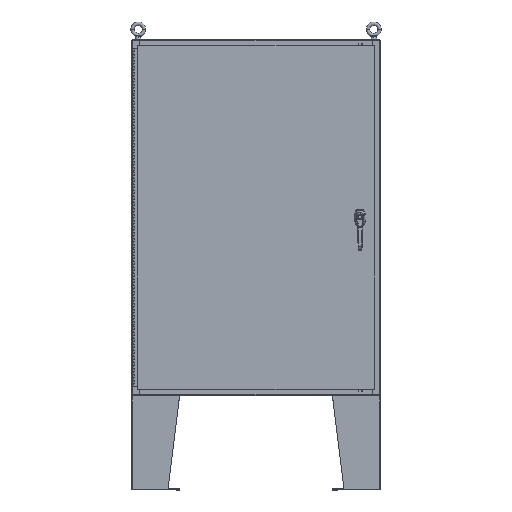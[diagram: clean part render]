
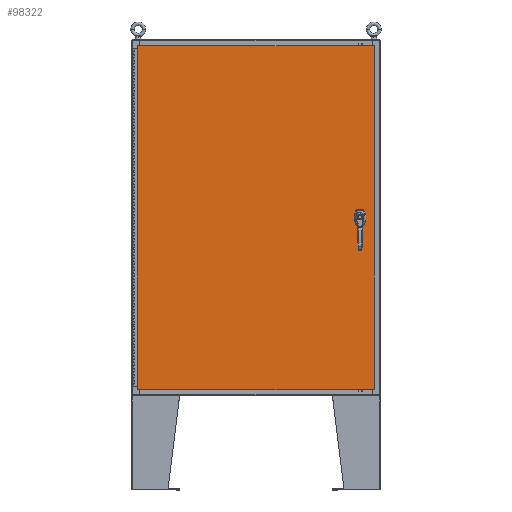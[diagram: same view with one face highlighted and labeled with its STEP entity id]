
A CAD part, top view. The second image highlights one B-rep face of the part: STEP entity #98322.
In plain terms, the highlighted planar face has unit normal (0, 0, 1).
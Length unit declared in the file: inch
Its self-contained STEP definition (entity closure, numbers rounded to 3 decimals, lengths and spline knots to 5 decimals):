
#109 = ORIENTED_EDGE ( 'NONE', *, *, #60585, .T. ) ;
#1079 = FACE_BOUND ( 'NONE', #98146, .T. ) ;
#1120 = LINE ( 'NONE', #132176, #91379 ) ;
#3466 = CARTESIAN_POINT ( 'NONE',  ( -19.9903, -29.0063, 0. ) ) ;
#3774 = CARTESIAN_POINT ( 'NONE',  ( 17.175, -0.20023, 0. ) ) ;
#3987 = VECTOR ( 'NONE', #44512, 39.37008 ) ;
#3993 = AXIS2_PLACEMENT_3D ( 'NONE', #88902, #21090, #100399 ) ;
#4308 = AXIS2_PLACEMENT_3D ( 'NONE', #63370, #142454, #74710 ) ;
#4946 = CARTESIAN_POINT ( 'NONE',  ( 0., 0., 0. ) ) ;
#8752 = CARTESIAN_POINT ( 'NONE',  ( -19.9903, -29.0063, 0. ) ) ;
#10223 = VECTOR ( 'NONE', #70744, 39.37008 ) ;
#12938 = CARTESIAN_POINT ( 'NONE',  ( 17.578, -1.338, 0. ) ) ;
#14121 = EDGE_CURVE ( 'NONE', #20905, #21880, #23388, .T. ) ;
#14320 = VECTOR ( 'NONE', #131909, 39.37008 ) ;
#14539 = ORIENTED_EDGE ( 'NONE', *, *, #41034, .F. ) ;
#17352 = AXIS2_PLACEMENT_3D ( 'NONE', #33369, #112651, #44807 ) ;
#17954 = CARTESIAN_POINT ( 'NONE',  ( 19.9903, -29.0063, 0. ) ) ;
#18936 = LINE ( 'NONE', #76004, #75606 ) ;
#19976 = CARTESIAN_POINT ( 'NONE',  ( 17.175, 0., 0. ) ) ;
#20198 = EDGE_CURVE ( 'NONE', #135673, #20905, #24305, .T. ) ;
#20905 = VERTEX_POINT ( 'NONE', #3774 ) ;
#21090 = DIRECTION ( 'NONE',  ( 0., 0., 1. ) ) ;
#21880 = VERTEX_POINT ( 'NONE', #40936 ) ;
#23388 = CIRCLE ( 'NONE', #99300, 0.45 ) ;
#23482 = EDGE_CURVE ( 'NONE', #74559, #135673, #109036, .T. ) ;
#24273 = DIRECTION ( 'NONE',  ( 1., 0., 0. ) ) ;
#24305 = LINE ( 'NONE', #19976, #107693 ) ;
#24712 = ORIENTED_EDGE ( 'NONE', *, *, #110076, .F. ) ;
#25470 = CARTESIAN_POINT ( 'NONE',  ( 17.578, 0., 0. ) ) ;
#28446 = CARTESIAN_POINT ( 'NONE',  ( 19.9903, 29.0063, 0. ) ) ;
#29984 = VERTEX_POINT ( 'NONE', #108181 ) ;
#30513 = EDGE_LOOP ( 'NONE', ( #68973, #138742, #109, #130269 ) ) ;
#33369 = CARTESIAN_POINT ( 'NONE',  ( 17.578, 0., 0. ) ) ;
#34032 = LINE ( 'NONE', #89476, #3987 ) ;
#36864 = DIRECTION ( 'NONE',  ( 1., 0., 0. ) ) ;
#36968 = AXIS2_PLACEMENT_3D ( 'NONE', #12938, #92068, #24273 ) ;
#37779 = CARTESIAN_POINT ( 'NONE',  ( 17.578, -1.338, 0. ) ) ;
#40228 = AXIS2_PLACEMENT_3D ( 'NONE', #4946, #129648, #61860 ) ;
#40936 = CARTESIAN_POINT ( 'NONE',  ( 17.37777, -0.403, 0. ) ) ;
#41034 = EDGE_CURVE ( 'NONE', #29984, #74559, #1120, .T. ) ;
#41035 = VERTEX_POINT ( 'NONE', #143473 ) ;
#42513 = ORIENTED_EDGE ( 'NONE', *, *, #71853, .F. ) ;
#42792 = DIRECTION ( 'NONE',  ( 0., -1., 0. ) ) ;
#43484 = CARTESIAN_POINT ( 'NONE',  ( 17.77823, -0.403, 0. ) ) ;
#43895 = LINE ( 'NONE', #67157, #130686 ) ;
#44512 = DIRECTION ( 'NONE',  ( 0., -1., 0. ) ) ;
#44807 = DIRECTION ( 'NONE',  ( 1., 0., 0. ) ) ;
#46077 = AXIS2_PLACEMENT_3D ( 'NONE', #37779, #117020, #49194 ) ;
#46125 = ORIENTED_EDGE ( 'NONE', *, *, #20198, .F. ) ;
#49194 = DIRECTION ( 'NONE',  ( 1., 0., 0. ) ) ;
#50511 = PLANE ( 'NONE',  #40228 ) ;
#51222 = EDGE_CURVE ( 'NONE', #98121, #53362, #34032, .T. ) ;
#53362 = VERTEX_POINT ( 'NONE', #119648 ) ;
#56140 = VECTOR ( 'NONE', #80131, 39.37008 ) ;
#60585 = EDGE_CURVE ( 'NONE', #101936, #101397, #86214, .T. ) ;
#61860 = DIRECTION ( 'NONE',  ( -1., 0., 0. ) ) ;
#62104 = VERTEX_POINT ( 'NONE', #8752 ) ;
#63370 = CARTESIAN_POINT ( 'NONE',  ( 17.578, 0., 0. ) ) ;
#64659 = DIRECTION ( 'NONE',  ( 0., 1., 0. ) ) ;
#67157 = CARTESIAN_POINT ( 'NONE',  ( 0., -0.403, 0. ) ) ;
#68271 = CARTESIAN_POINT ( 'NONE',  ( 17.7495, -1.338, 0. ) ) ;
#68763 = CARTESIAN_POINT ( 'NONE',  ( 19.9903, 29.0063, 0. ) ) ;
#68973 = ORIENTED_EDGE ( 'NONE', *, *, #72822, .T. ) ;
#69816 = EDGE_CURVE ( 'NONE', #101397, #62104, #104729, .T. ) ;
#70744 = DIRECTION ( 'NONE',  ( 1., 0., 0. ) ) ;
#70930 = CARTESIAN_POINT ( 'NONE',  ( 17.175, 0.20023, 0. ) ) ;
#71853 = EDGE_CURVE ( 'NONE', #98121, #29984, #141390, .T. ) ;
#72822 = EDGE_CURVE ( 'NONE', #62104, #130579, #100609, .T. ) ;
#74559 = VERTEX_POINT ( 'NONE', #89316 ) ;
#74710 = DIRECTION ( 'NONE',  ( 1., 0., 0. ) ) ;
#75606 = VECTOR ( 'NONE', #64659, 39.37008 ) ;
#76004 = CARTESIAN_POINT ( 'NONE',  ( 19.9903, -29.0063, 0. ) ) ;
#76836 = EDGE_CURVE ( 'NONE', #130579, #101936, #18936, .T. ) ;
#79837 = ORIENTED_EDGE ( 'NONE', *, *, #23482, .F. ) ;
#80131 = DIRECTION ( 'NONE',  ( -1., 0., 0. ) ) ;
#81640 = CARTESIAN_POINT ( 'NONE',  ( 17.981, 0.20023, 0. ) ) ;
#82135 = EDGE_CURVE ( 'NONE', #84280, #53362, #129797, .T. ) ;
#84280 = VERTEX_POINT ( 'NONE', #43484 ) ;
#86214 = LINE ( 'NONE', #68763, #56140 ) ;
#87944 = EDGE_LOOP ( 'NONE', ( #138995, #105892 ) ) ;
#88902 = CARTESIAN_POINT ( 'NONE',  ( 17.578, 0., 0. ) ) ;
#89316 = CARTESIAN_POINT ( 'NONE',  ( 17.37777, 0.403, 0. ) ) ;
#89476 = CARTESIAN_POINT ( 'NONE',  ( 17.981, 0., 0. ) ) ;
#91379 = VECTOR ( 'NONE', #120810, 39.37008 ) ;
#92068 = DIRECTION ( 'NONE',  ( 0., 0., 1. ) ) ;
#98121 = VERTEX_POINT ( 'NONE', #81640 ) ;
#98146 = EDGE_LOOP ( 'NONE', ( #114061, #113672, #24712, #113964, #46125, #79837, #14539, #42513 ) ) ;
#98322 = ADVANCED_FACE ( 'NONE', ( #121483, #144413, #1079 ), #50511, .F. ) ;
#99300 = AXIS2_PLACEMENT_3D ( 'NONE', #25470, #104762, #36864 ) ;
#100399 = DIRECTION ( 'NONE',  ( 1., 0., 0. ) ) ;
#100572 = EDGE_CURVE ( 'NONE', #41035, #122365, #117578, .T. ) ;
#100609 = LINE ( 'NONE', #3466, #10223 ) ;
#101352 = DIRECTION ( 'NONE',  ( 1., 0., 0. ) ) ;
#101397 = VERTEX_POINT ( 'NONE', #139990 ) ;
#101936 = VERTEX_POINT ( 'NONE', #28446 ) ;
#104729 = LINE ( 'NONE', #143207, #14320 ) ;
#104762 = DIRECTION ( 'NONE',  ( 0., 0., 1. ) ) ;
#105892 = ORIENTED_EDGE ( 'NONE', *, *, #100572, .F. ) ;
#107693 = VECTOR ( 'NONE', #42792, 39.37008 ) ;
#108181 = CARTESIAN_POINT ( 'NONE',  ( 17.77823, 0.403, 0. ) ) ;
#109036 = CIRCLE ( 'NONE', #4308, 0.45 ) ;
#110076 = EDGE_CURVE ( 'NONE', #21880, #84280, #43895, .T. ) ;
#112651 = DIRECTION ( 'NONE',  ( 0., 0., 1. ) ) ;
#113672 = ORIENTED_EDGE ( 'NONE', *, *, #82135, .F. ) ;
#113964 = ORIENTED_EDGE ( 'NONE', *, *, #14121, .F. ) ;
#114061 = ORIENTED_EDGE ( 'NONE', *, *, #51222, .T. ) ;
#117020 = DIRECTION ( 'NONE',  ( 0., 0., 1. ) ) ;
#117578 = CIRCLE ( 'NONE', #46077, 0.1715 ) ;
#118072 = CIRCLE ( 'NONE', #36968, 0.1715 ) ;
#118537 = EDGE_CURVE ( 'NONE', #122365, #41035, #118072, .T. ) ;
#119648 = CARTESIAN_POINT ( 'NONE',  ( 17.981, -0.20023, 0. ) ) ;
#120810 = DIRECTION ( 'NONE',  ( -1., 0., 0. ) ) ;
#121483 = FACE_BOUND ( 'NONE', #87944, .T. ) ;
#122365 = VERTEX_POINT ( 'NONE', #68271 ) ;
#129648 = DIRECTION ( 'NONE',  ( 0., 0., -1. ) ) ;
#129797 = CIRCLE ( 'NONE', #3993, 0.45 ) ;
#130269 = ORIENTED_EDGE ( 'NONE', *, *, #69816, .T. ) ;
#130579 = VERTEX_POINT ( 'NONE', #17954 ) ;
#130686 = VECTOR ( 'NONE', #101352, 39.37008 ) ;
#131909 = DIRECTION ( 'NONE',  ( 0., -1., 0. ) ) ;
#132176 = CARTESIAN_POINT ( 'NONE',  ( 0., 0.403, 0. ) ) ;
#135673 = VERTEX_POINT ( 'NONE', #70930 ) ;
#138742 = ORIENTED_EDGE ( 'NONE', *, *, #76836, .T. ) ;
#138995 = ORIENTED_EDGE ( 'NONE', *, *, #118537, .F. ) ;
#139990 = CARTESIAN_POINT ( 'NONE',  ( -19.9903, 29.0063, 0. ) ) ;
#141390 = CIRCLE ( 'NONE', #17352, 0.45 ) ;
#142454 = DIRECTION ( 'NONE',  ( 0., 0., 1. ) ) ;
#143207 = CARTESIAN_POINT ( 'NONE',  ( -19.9903, 29.0063, 0. ) ) ;
#143473 = CARTESIAN_POINT ( 'NONE',  ( 17.4065, -1.338, 0. ) ) ;
#144413 = FACE_OUTER_BOUND ( 'NONE', #30513, .T. ) ;
